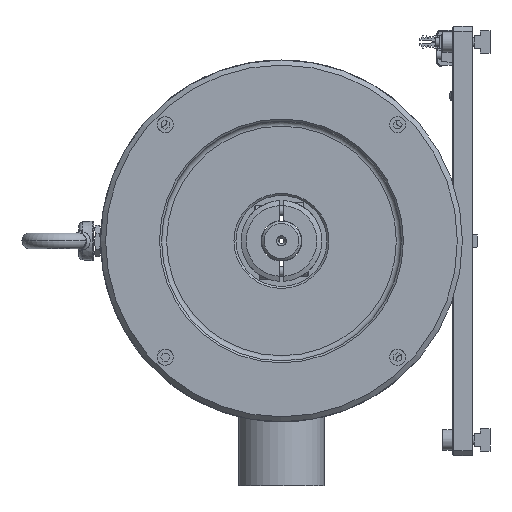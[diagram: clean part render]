
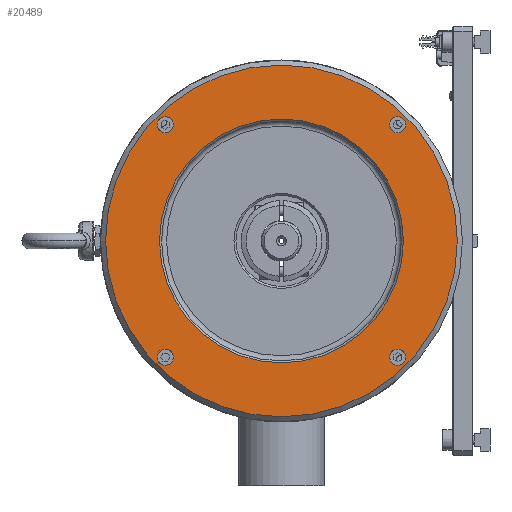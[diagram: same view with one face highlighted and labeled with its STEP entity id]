
A CAD part, left-side view. The second image highlights one B-rep face of the part: STEP entity #20489.
In plain terms, the highlighted planar face has unit normal (-1, 0, 0).
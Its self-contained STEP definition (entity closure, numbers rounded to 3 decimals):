
#402 = EDGE_CURVE ( 'NONE', #11457, #11457, #24670, .T. ) ;
#447 = EDGE_CURVE ( 'NONE', #3755, #3755, #12439, .T. ) ;
#2049 = EDGE_CURVE ( 'NONE', #47220, #47220, #47893, .T. ) ;
#3271 = FACE_OUTER_BOUND ( 'NONE', #39156, .T. ) ;
#3755 = VERTEX_POINT ( 'NONE', #18792 ) ;
#4531 = DIRECTION ( 'NONE',  ( 0., 0., 1. ) ) ;
#6182 = FACE_BOUND ( 'NONE', #13632, .T. ) ;
#6395 = DIRECTION ( 'NONE',  ( 0., 0., 1. ) ) ;
#7113 = CIRCLE ( 'NONE', #35747, 5.118 ) ;
#9255 = AXIS2_PLACEMENT_3D ( 'NONE', #25356, #41493, #40977 ) ;
#10277 = ORIENTED_EDGE ( 'NONE', *, *, #447, .T. ) ;
#10631 = CARTESIAN_POINT ( 'NONE',  ( -137.902, 205.709, -73.009 ) ) ;
#11457 = VERTEX_POINT ( 'NONE', #15236 ) ;
#11941 = AXIS2_PLACEMENT_3D ( 'NONE', #13518, #29655, #6395 ) ;
#12313 = EDGE_LOOP ( 'NONE', ( #14694 ) ) ;
#12439 = CIRCLE ( 'NONE', #38587, 76.581 ) ;
#13518 = CARTESIAN_POINT ( 'NONE',  ( -137.902, 132.7, 0.001 ) ) ;
#13632 = EDGE_LOOP ( 'NONE', ( #27581 ) ) ;
#14559 = CARTESIAN_POINT ( 'NONE',  ( -137.902, 205.709, 78.128 ) ) ;
#14672 = DIRECTION ( 'NONE',  ( 0., 1., 0. ) ) ;
#14694 = ORIENTED_EDGE ( 'NONE', *, *, #24689, .F. ) ;
#14885 = AXIS2_PLACEMENT_3D ( 'NONE', #35965, #47245, #4531 ) ;
#15236 = CARTESIAN_POINT ( 'NONE',  ( -137.902, 59.691, -78.127 ) ) ;
#15494 = CARTESIAN_POINT ( 'NONE',  ( -137.902, 59.691, -73.009 ) ) ;
#17882 = FACE_BOUND ( 'NONE', #29923, .T. ) ;
#18792 = CARTESIAN_POINT ( 'NONE',  ( -137.902, 132.7, 76.582 ) ) ;
#19534 = DIRECTION ( 'NONE',  ( -1., 0., 0. ) ) ;
#20229 = VERTEX_POINT ( 'NONE', #35873 ) ;
#20489 = ADVANCED_FACE ( 'NONE', ( #24807, #3271, #45988, #6182, #17882, #38809 ), #45036, .T. ) ;
#21082 = ORIENTED_EDGE ( 'NONE', *, *, #2049, .T. ) ;
#22239 = VERTEX_POINT ( 'NONE', #14559 ) ;
#23191 = DIRECTION ( 'NONE',  ( 0., 0., -1. ) ) ;
#24670 = CIRCLE ( 'NONE', #47561, 5.118 ) ;
#24689 = EDGE_CURVE ( 'NONE', #20229, #20229, #7113, .T. ) ;
#24807 = FACE_BOUND ( 'NONE', #35945, .T. ) ;
#25265 = ORIENTED_EDGE ( 'NONE', *, *, #29768, .F. ) ;
#25356 = CARTESIAN_POINT ( 'NONE',  ( -137.902, 59.691, 73.01 ) ) ;
#26305 = CIRCLE ( 'NONE', #14885, 5.118 ) ;
#26523 = DIRECTION ( 'NONE',  ( 1., 0., 0. ) ) ;
#27230 = CIRCLE ( 'NONE', #9255, 5.118 ) ;
#27581 = ORIENTED_EDGE ( 'NONE', *, *, #402, .F. ) ;
#29655 = DIRECTION ( 'NONE',  ( -1., 0., 0. ) ) ;
#29692 = CARTESIAN_POINT ( 'NONE',  ( -137.902, 246.365, 0.001 ) ) ;
#29768 = EDGE_CURVE ( 'NONE', #33833, #33833, #27230, .T. ) ;
#29923 = EDGE_LOOP ( 'NONE', ( #25265 ) ) ;
#30873 = DIRECTION ( 'NONE',  ( 0., 0., 1. ) ) ;
#30875 = CARTESIAN_POINT ( 'NONE',  ( -137.902, 132.7, 0.001 ) ) ;
#31124 = DIRECTION ( 'NONE',  ( 0., 0., 1. ) ) ;
#33581 = CARTESIAN_POINT ( 'NONE',  ( -137.902, 54.572, 73.01 ) ) ;
#33833 = VERTEX_POINT ( 'NONE', #33581 ) ;
#33880 = DIRECTION ( 'NONE',  ( -1., 0., 0. ) ) ;
#35747 = AXIS2_PLACEMENT_3D ( 'NONE', #10631, #33880, #14672 ) ;
#35873 = CARTESIAN_POINT ( 'NONE',  ( -137.902, 210.828, -73.009 ) ) ;
#35945 = EDGE_LOOP ( 'NONE', ( #10277 ) ) ;
#35965 = CARTESIAN_POINT ( 'NONE',  ( -137.902, 205.709, 73.01 ) ) ;
#38055 = DIRECTION ( 'NONE',  ( -1., 0., 0. ) ) ;
#38587 = AXIS2_PLACEMENT_3D ( 'NONE', #30875, #26523, #31124 ) ;
#38809 = FACE_BOUND ( 'NONE', #49192, .T. ) ;
#39102 = ORIENTED_EDGE ( 'NONE', *, *, #48892, .F. ) ;
#39156 = EDGE_LOOP ( 'NONE', ( #21082 ) ) ;
#40977 = DIRECTION ( 'NONE',  ( 0., -1., 0. ) ) ;
#41493 = DIRECTION ( 'NONE',  ( -1., 0., 0. ) ) ;
#45036 = PLANE ( 'NONE',  #48081 ) ;
#45988 = FACE_BOUND ( 'NONE', #12313, .T. ) ;
#47220 = VERTEX_POINT ( 'NONE', #50070 ) ;
#47245 = DIRECTION ( 'NONE',  ( -1., 0., 0. ) ) ;
#47561 = AXIS2_PLACEMENT_3D ( 'NONE', #15494, #38055, #23191 ) ;
#47893 = CIRCLE ( 'NONE', #11941, 110.49 ) ;
#48081 = AXIS2_PLACEMENT_3D ( 'NONE', #29692, #19534, #30873 ) ;
#48892 = EDGE_CURVE ( 'NONE', #22239, #22239, #26305, .T. ) ;
#49192 = EDGE_LOOP ( 'NONE', ( #39102 ) ) ;
#50070 = CARTESIAN_POINT ( 'NONE',  ( -137.902, 132.7, 110.491 ) ) ;
